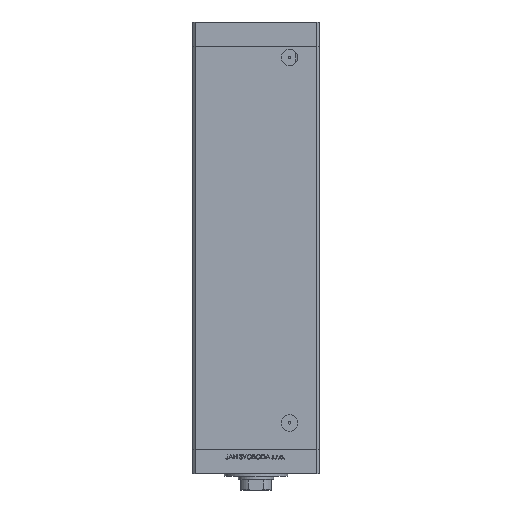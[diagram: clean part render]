
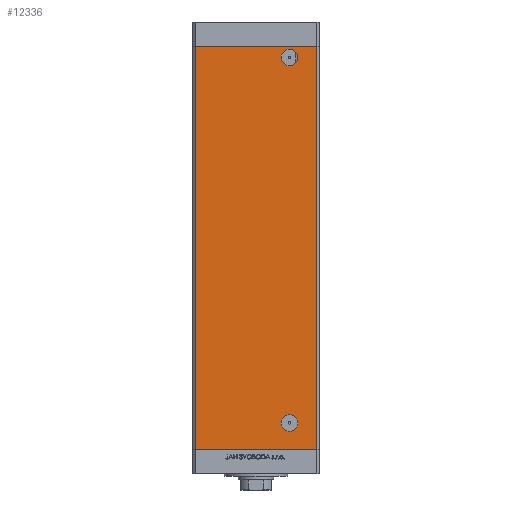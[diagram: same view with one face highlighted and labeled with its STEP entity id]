
A CAD part, front view. The second image highlights one B-rep face of the part: STEP entity #12336.
In plain terms, the highlighted planar face has unit normal (0, -1, 0).
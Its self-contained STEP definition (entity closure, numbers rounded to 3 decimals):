
#291 = ORIENTED_EDGE ( 'NONE', *, *, #18660, .T. ) ;
#1508 = CIRCLE ( 'NONE', #29775, 6.58 ) ;
#1519 = CARTESIAN_POINT ( 'NONE',  ( 48., -43.5, 0. ) ) ;
#3360 = CARTESIAN_POINT ( 'NONE',  ( -48., -43.5, 318.5 ) ) ;
#3589 = CIRCLE ( 'NONE', #4400, 6.58 ) ;
#3623 = EDGE_CURVE ( 'NONE', #37033, #28533, #35990, .T. ) ;
#4400 = AXIS2_PLACEMENT_3D ( 'NONE', #5284, #35912, #47543 ) ;
#4983 = DIRECTION ( 'NONE',  ( 0., 0., -1. ) ) ;
#5284 = CARTESIAN_POINT ( 'NONE',  ( 26.5, -43.5, 21. ) ) ;
#6294 = ORIENTED_EDGE ( 'NONE', *, *, #8629, .T. ) ;
#6319 = LINE ( 'NONE', #9143, #29042 ) ;
#7279 = EDGE_LOOP ( 'NONE', ( #6294, #15189 ) ) ;
#7871 = CIRCLE ( 'NONE', #16749, 6.58 ) ;
#8629 = EDGE_CURVE ( 'NONE', #28533, #37033, #7871, .T. ) ;
#8793 = DIRECTION ( 'NONE',  ( 0., -1., 0. ) ) ;
#9143 = CARTESIAN_POINT ( 'NONE',  ( -48., -43.5, 318.5 ) ) ;
#9609 = CARTESIAN_POINT ( 'NONE',  ( 26.5, -43.5, 27.58 ) ) ;
#9744 = ORIENTED_EDGE ( 'NONE', *, *, #35945, .F. ) ;
#12336 = ADVANCED_FACE ( 'NONE', ( #16539, #19577, #31967 ), #16778, .F. ) ;
#13409 = ORIENTED_EDGE ( 'NONE', *, *, #49811, .F. ) ;
#13532 = CARTESIAN_POINT ( 'NONE',  ( 48., -43.5, 318.5 ) ) ;
#14436 = AXIS2_PLACEMENT_3D ( 'NONE', #35271, #35526, #47672 ) ;
#14817 = VERTEX_POINT ( 'NONE', #9609 ) ;
#15127 = CARTESIAN_POINT ( 'NONE',  ( -48., -43.5, 0. ) ) ;
#15189 = ORIENTED_EDGE ( 'NONE', *, *, #3623, .T. ) ;
#16381 = CARTESIAN_POINT ( 'NONE',  ( 26.5, -43.5, 302.92 ) ) ;
#16521 = CARTESIAN_POINT ( 'NONE',  ( 26.5, -43.5, 14.42 ) ) ;
#16539 = FACE_BOUND ( 'NONE', #39719, .T. ) ;
#16557 = ORIENTED_EDGE ( 'NONE', *, *, #47716, .T. ) ;
#16725 = EDGE_CURVE ( 'NONE', #44269, #36917, #6319, .T. ) ;
#16749 = AXIS2_PLACEMENT_3D ( 'NONE', #23123, #18564, #26415 ) ;
#16778 = PLANE ( 'NONE',  #14436 ) ;
#18158 = LINE ( 'NONE', #26007, #37412 ) ;
#18564 = DIRECTION ( 'NONE',  ( 0., 1., 0. ) ) ;
#18660 = EDGE_CURVE ( 'NONE', #40481, #20427, #34357, .T. ) ;
#19577 = FACE_OUTER_BOUND ( 'NONE', #45749, .T. ) ;
#20096 = VERTEX_POINT ( 'NONE', #16521 ) ;
#20427 = VERTEX_POINT ( 'NONE', #1519 ) ;
#21168 = CARTESIAN_POINT ( 'NONE',  ( 26.5, -43.5, 21. ) ) ;
#23123 = CARTESIAN_POINT ( 'NONE',  ( 26.5, -43.5, 309.5 ) ) ;
#23603 = VECTOR ( 'NONE', #42851, 1000. ) ;
#25033 = DIRECTION ( 'NONE',  ( 0., 0., -1. ) ) ;
#25964 = CARTESIAN_POINT ( 'NONE',  ( -48., -43.5, 0. ) ) ;
#26007 = CARTESIAN_POINT ( 'NONE',  ( 48., -43.5, 318.5 ) ) ;
#26415 = DIRECTION ( 'NONE',  ( 0., 0., -1. ) ) ;
#26684 = ORIENTED_EDGE ( 'NONE', *, *, #30426, .F. ) ;
#26901 = ORIENTED_EDGE ( 'NONE', *, *, #16725, .F. ) ;
#28533 = VERTEX_POINT ( 'NONE', #16381 ) ;
#29042 = VECTOR ( 'NONE', #45277, 1000. ) ;
#29160 = DIRECTION ( 'NONE',  ( 0., 1., 0. ) ) ;
#29775 = AXIS2_PLACEMENT_3D ( 'NONE', #21168, #8793, #4983 ) ;
#30426 = EDGE_CURVE ( 'NONE', #14817, #20096, #3589, .T. ) ;
#31967 = FACE_BOUND ( 'NONE', #7279, .T. ) ;
#32983 = CARTESIAN_POINT ( 'NONE',  ( -48., -43.5, 318.5 ) ) ;
#34357 = LINE ( 'NONE', #15127, #40431 ) ;
#35271 = CARTESIAN_POINT ( 'NONE',  ( -48., -43.5, 318.5 ) ) ;
#35526 = DIRECTION ( 'NONE',  ( 0., 1., 0. ) ) ;
#35912 = DIRECTION ( 'NONE',  ( 0., -1., 0. ) ) ;
#35945 = EDGE_CURVE ( 'NONE', #20096, #14817, #1508, .T. ) ;
#35990 = CIRCLE ( 'NONE', #42446, 6.58 ) ;
#36917 = VERTEX_POINT ( 'NONE', #13532 ) ;
#37033 = VERTEX_POINT ( 'NONE', #45132 ) ;
#37412 = VECTOR ( 'NONE', #25033, 1000. ) ;
#38803 = LINE ( 'NONE', #3360, #23603 ) ;
#39719 = EDGE_LOOP ( 'NONE', ( #9744, #26684 ) ) ;
#40068 = DIRECTION ( 'NONE',  ( 0., 0., -1. ) ) ;
#40431 = VECTOR ( 'NONE', #42204, 1000. ) ;
#40481 = VERTEX_POINT ( 'NONE', #25964 ) ;
#42204 = DIRECTION ( 'NONE',  ( 1., 0., 0. ) ) ;
#42446 = AXIS2_PLACEMENT_3D ( 'NONE', #44610, #29160, #40068 ) ;
#42851 = DIRECTION ( 'NONE',  ( 0., 0., -1. ) ) ;
#44269 = VERTEX_POINT ( 'NONE', #32983 ) ;
#44610 = CARTESIAN_POINT ( 'NONE',  ( 26.5, -43.5, 309.5 ) ) ;
#45132 = CARTESIAN_POINT ( 'NONE',  ( 26.5, -43.5, 316.08 ) ) ;
#45277 = DIRECTION ( 'NONE',  ( 1., 0., 0. ) ) ;
#45749 = EDGE_LOOP ( 'NONE', ( #291, #13409, #26901, #16557 ) ) ;
#47543 = DIRECTION ( 'NONE',  ( 0., 0., -1. ) ) ;
#47672 = DIRECTION ( 'NONE',  ( 0., 0., 1. ) ) ;
#47716 = EDGE_CURVE ( 'NONE', #44269, #40481, #38803, .T. ) ;
#49811 = EDGE_CURVE ( 'NONE', #36917, #20427, #18158, .T. ) ;
